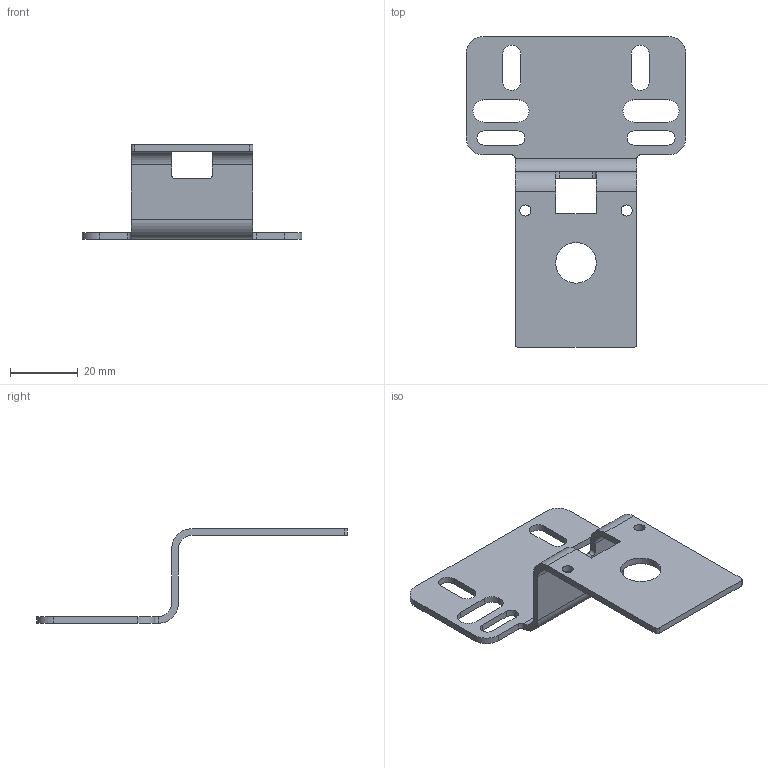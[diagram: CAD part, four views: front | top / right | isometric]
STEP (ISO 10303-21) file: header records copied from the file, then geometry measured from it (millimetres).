
FILE_DESCRIPTION( ( 'STEP AP203' ), ' ' );
FILE_NAME( '99000.1225.stp', '2017-03-09T13:52:15', ( '' ), ( '' ), ' ', 'PARTsolutions', ' ' );
FILE_SCHEMA( ( 'CONFIG_CONTROL_DESIGN' ) );
Length unit declared in the file: millimetre
Products named in the file (1): _99000.1225
Bounding box: 65 x 92 x 28 mm (x, y, z)
Volume: 8585.3 mm3; surface area: 9943.7 mm2
Topology: 1 solids, 1 shells, 61 faces, 179 edges, 118 vertices
Faces by surface type: cylinder 31, plane 30
Full cylindrical faces by diameter (mm): 3.3 x2, 12 x1
Entity records: 2112 total; most frequent: DIRECTION 362, CARTESIAN_POINT 356, ORIENTED_EDGE 352, EDGE_CURVE 176, AXIS2_PLACEMENT_3D 124, VERTEX_POINT 118, LINE 114, VECTOR 114
